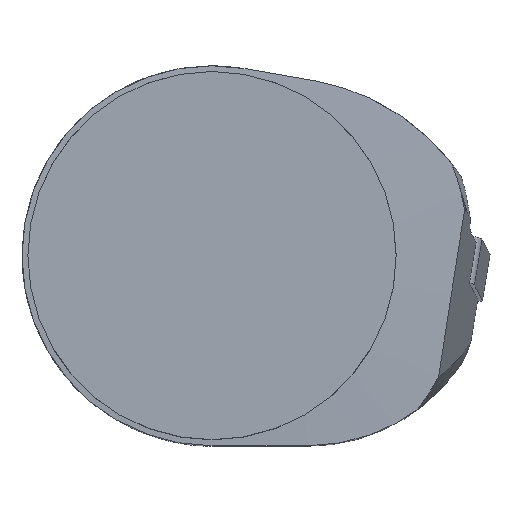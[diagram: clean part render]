
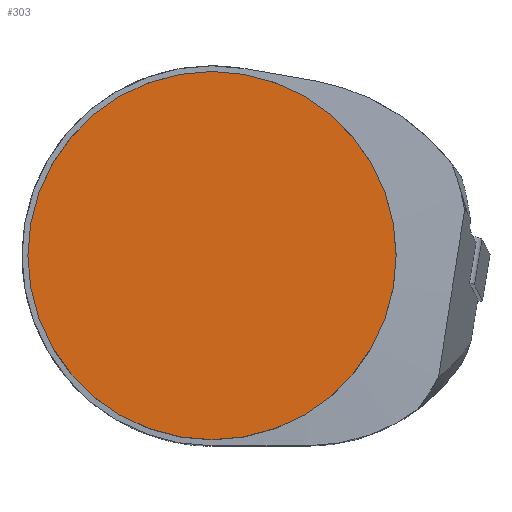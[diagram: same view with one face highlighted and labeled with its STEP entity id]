
A CAD part, top view. The second image highlights one B-rep face of the part: STEP entity #303.
In plain terms, the highlighted planar face has unit normal (0, 0, 1).
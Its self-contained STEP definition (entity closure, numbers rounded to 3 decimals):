
#209=CIRCLE('',#1402,12.5);
#303=ADVANCED_FACE('',(#404),#350,.F.);
#350=PLANE('',#1417);
#404=FACE_OUTER_BOUND('',#469,.T.);
#469=EDGE_LOOP('',(#750));
#750=ORIENTED_EDGE('',*,*,#1072,.T.);
#929=VERTEX_POINT('',#2195);
#1072=EDGE_CURVE('',#929,#929,#209,.T.);
#1402=AXIS2_PLACEMENT_3D('',#2194,#1672,#1673);
#1417=AXIS2_PLACEMENT_3D('',#2217,#1705,#1706);
#1672=DIRECTION('',(0.,0.,1.));
#1673=DIRECTION('',(-1.,0.,0.));
#1705=DIRECTION('',(0.,0.,-1.));
#1706=DIRECTION('',(-1.,0.,0.));
#2194=CARTESIAN_POINT('',(0.,0.,0.));
#2195=CARTESIAN_POINT('',(-12.5,0.,0.));
#2217=CARTESIAN_POINT('',(5.657,5.657,0.));
